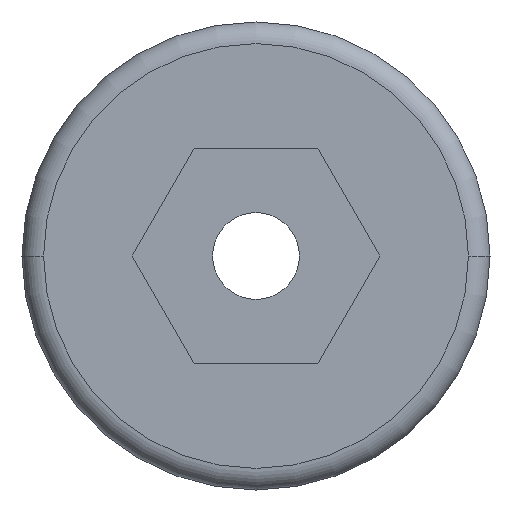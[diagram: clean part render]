
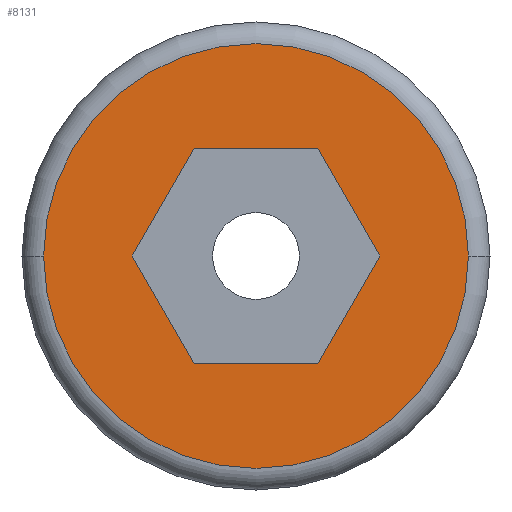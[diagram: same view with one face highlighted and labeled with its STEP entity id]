
A CAD part, left-side view. The second image highlights one B-rep face of the part: STEP entity #8131.
In plain terms, the highlighted planar face has unit normal (-1, 0, 0).
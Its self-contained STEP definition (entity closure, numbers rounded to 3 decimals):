
#3472=DIRECTION('',(0.,-0.5,0.866));
#3473=VECTOR('',#3472,1.455);
#3474=CARTESIAN_POINT('',(-2.93,1.455,0.));
#3475=LINE('',#3474,#3473);
#3476=DIRECTION('',(0.,0.5,0.866));
#3477=VECTOR('',#3476,1.455);
#3478=CARTESIAN_POINT('',(-2.93,0.727,-1.26));
#3479=LINE('',#3478,#3477);
#3480=DIRECTION('',(0.,1.,0.));
#3481=VECTOR('',#3480,1.455);
#3482=CARTESIAN_POINT('',(-2.93,-0.727,-1.26));
#3483=LINE('',#3482,#3481);
#3484=DIRECTION('',(0.,0.5,-0.866));
#3485=VECTOR('',#3484,1.455);
#3486=CARTESIAN_POINT('',(-2.93,-1.455,0.));
#3487=LINE('',#3486,#3485);
#3488=DIRECTION('',(0.,-0.5,-0.866));
#3489=VECTOR('',#3488,1.455);
#3490=CARTESIAN_POINT('',(-2.93,-0.727,1.26));
#3491=LINE('',#3490,#3489);
#3492=DIRECTION('',(0.,-1.,0.));
#3493=VECTOR('',#3492,1.455);
#3494=CARTESIAN_POINT('',(-2.93,0.727,1.26));
#3495=LINE('',#3494,#3493);
#3496=CARTESIAN_POINT('',(-2.93,0.,0.));
#3497=DIRECTION('',(-1.,0.,0.));
#3498=DIRECTION('',(0.,1.,0.));
#3499=AXIS2_PLACEMENT_3D('',#3496,#3497,#3498);
#3501=CARTESIAN_POINT('',(-2.93,0.,0.));
#3502=DIRECTION('',(-1.,0.,0.));
#3503=DIRECTION('',(0.,-1.,0.));
#3504=AXIS2_PLACEMENT_3D('',#3501,#3502,#3503);
#3755=CARTESIAN_POINT('',(-2.93,1.455,0.));
#3756=CARTESIAN_POINT('',(-2.93,0.727,1.26));
#3757=VERTEX_POINT('',#3755);
#3758=VERTEX_POINT('',#3756);
#3759=CARTESIAN_POINT('',(-2.93,-0.727,1.26));
#3760=VERTEX_POINT('',#3759);
#3761=CARTESIAN_POINT('',(-2.93,-1.455,0.));
#3762=VERTEX_POINT('',#3761);
#3763=CARTESIAN_POINT('',(-2.93,-0.727,-1.26));
#3764=VERTEX_POINT('',#3763);
#3765=CARTESIAN_POINT('',(-2.93,0.727,-1.26));
#3766=VERTEX_POINT('',#3765);
#3767=CARTESIAN_POINT('',(-2.93,2.496,0.));
#3768=CARTESIAN_POINT('',(-2.93,-2.496,0.));
#3769=VERTEX_POINT('',#3767);
#3770=VERTEX_POINT('',#3768);
#8107=CARTESIAN_POINT('',(-2.93,0.,0.));
#8108=DIRECTION('',(1.,0.,0.));
#8109=DIRECTION('',(0.,-1.,0.));
#8110=AXIS2_PLACEMENT_3D('',#8107,#8108,#8109);
#8111=PLANE('',#8110);
#8113=ORIENTED_EDGE('',*,*,#8112,.F.);
#8114=ORIENTED_EDGE('',*,*,#8097,.F.);
#8115=EDGE_LOOP('',(#8113,#8114));
#8116=FACE_OUTER_BOUND('',#8115,.F.);
#8118=ORIENTED_EDGE('',*,*,#8117,.F.);
#8120=ORIENTED_EDGE('',*,*,#8119,.F.);
#8122=ORIENTED_EDGE('',*,*,#8121,.F.);
#8124=ORIENTED_EDGE('',*,*,#8123,.F.);
#8126=ORIENTED_EDGE('',*,*,#8125,.F.);
#8128=ORIENTED_EDGE('',*,*,#8127,.F.);
#8129=EDGE_LOOP('',(#8118,#8120,#8122,#8124,#8126,#8128));
#8130=FACE_BOUND('',#8129,.F.);
#3500=CIRCLE('',#3499,2.496);
#3505=CIRCLE('',#3504,2.496);
#8097=EDGE_CURVE('',#3770,#3769,#3505,.T.);
#8112=EDGE_CURVE('',#3769,#3770,#3500,.T.);
#8117=EDGE_CURVE('',#3757,#3758,#3475,.T.);
#8119=EDGE_CURVE('',#3766,#3757,#3479,.T.);
#8121=EDGE_CURVE('',#3764,#3766,#3483,.T.);
#8123=EDGE_CURVE('',#3762,#3764,#3487,.T.);
#8125=EDGE_CURVE('',#3760,#3762,#3491,.T.);
#8127=EDGE_CURVE('',#3758,#3760,#3495,.T.);
#8131=ADVANCED_FACE('',(#8116,#8130),#8111,.F.);
